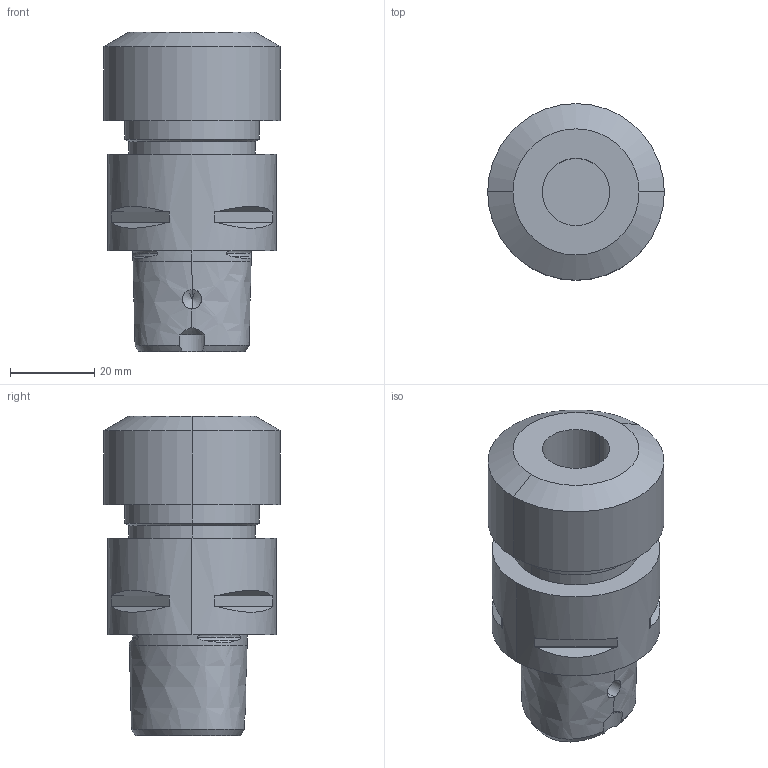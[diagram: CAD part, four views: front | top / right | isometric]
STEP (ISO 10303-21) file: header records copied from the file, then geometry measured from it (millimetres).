
FILE_DESCRIPTION (( 'STEP AP203' ), '1' );
FILE_NAME ('STP-141.122.25.052.STEP', '2019-04-19T01:34:24', ( '' ), ( '' ), 'SwSTEP 2.0', 'SolidWorks 2017', '' );
FILE_SCHEMA (( 'CONFIG_CONTROL_DESIGN' ));
Length unit declared in the file: millimetre
Products named in the file (1): STP-141.122.25.052
Bounding box: 42 x 42 x 76 mm (x, y, z)
Volume: 61760.2 mm3; surface area: 15736.5 mm2
Topology: 1 solids, 1 shells, 88 faces, 204 edges, 124 vertices
Faces by surface type: plane 30, cylinder 23, cone 20, torus 9, bspline 6
Entity records: 4624 total; most frequent: CARTESIAN_POINT 2623, ORIENTED_EDGE 400, DIRECTION 398, EDGE_CURVE 200, AXIS2_PLACEMENT_3D 168, VERTEX_POINT 124, EDGE_LOOP 100, ADVANCED_FACE 88
